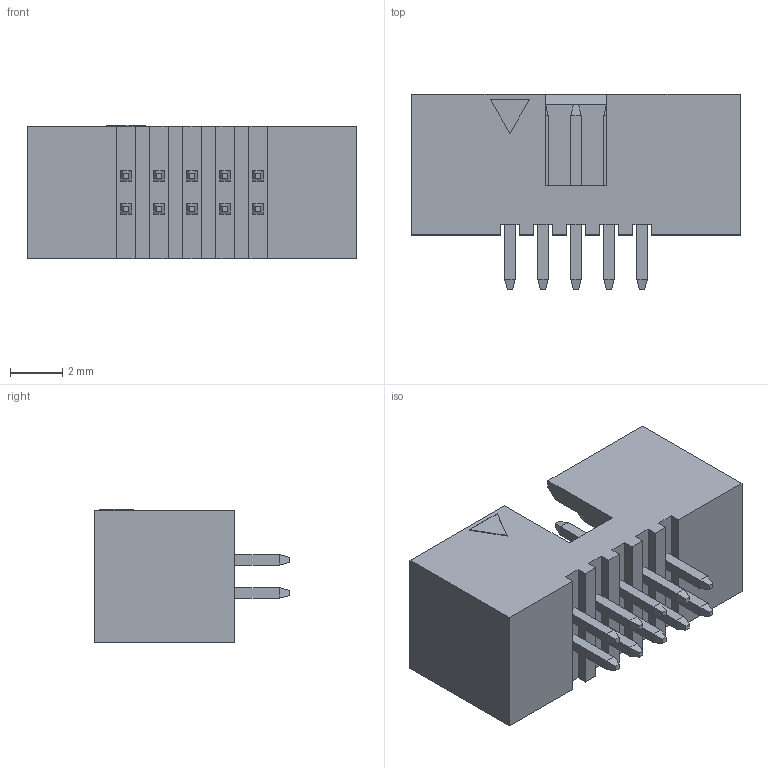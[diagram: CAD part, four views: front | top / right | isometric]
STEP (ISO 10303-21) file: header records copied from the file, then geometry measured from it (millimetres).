
FILE_DESCRIPTION(/* description */ (''),/* implementation_level */ '2;1');
FILE_NAME(/* name */ '3220-10-0100.stp',/* time_stamp */ '2017-09-08T20:18:24+10:00',/* author */ (''),/* organization */ (''),/* preprocessor_version */ 'ST-DEVELOPER v16.13',/* originating_system */ 'Autodesk Translation Framework v6.1.1.50',/* authorisation */ '');
FILE_SCHEMA (('AUTOMOTIVE_DESIGN { 1 0 10303 214 3 1 1 }'));
Length unit declared in the file: millimetre
Products named in the file (1): 3220-10-0100
Bounding box: 12.65 x 7.5 x 5.13 mm (x, y, z)
Volume: 198.4 mm3; surface area: 536.7 mm2
Topology: 11 solids, 11 shells, 183 faces, 396 edges, 236 vertices
Faces by surface type: plane 183
Entity records: 4784 total; most frequent: CARTESIAN_POINT 816, ORIENTED_EDGE 792, DIRECTION 764, LINE 396, VECTOR 396, EDGE_CURVE 396, VERTEX_POINT 236, EDGE_LOOP 184
